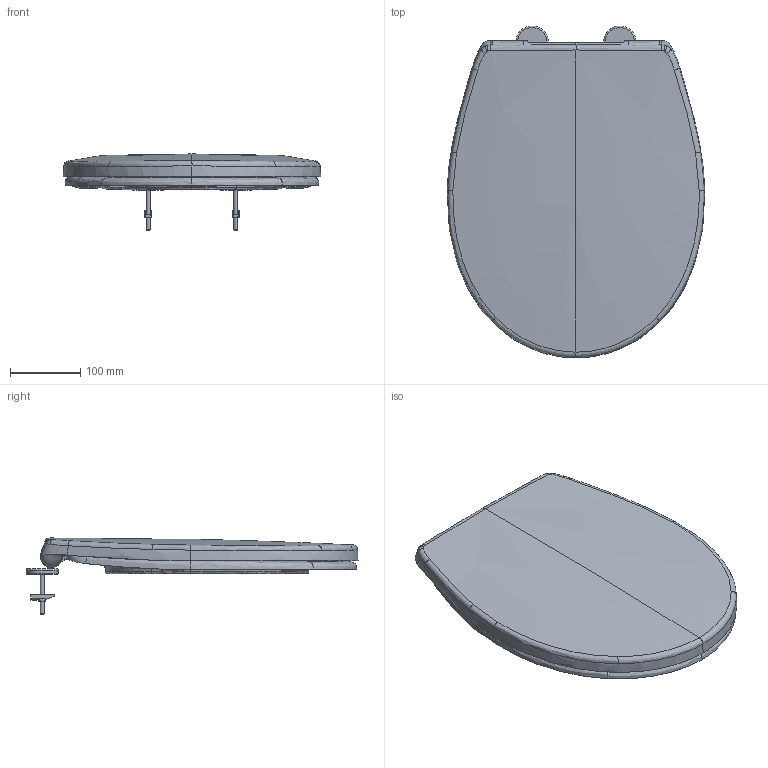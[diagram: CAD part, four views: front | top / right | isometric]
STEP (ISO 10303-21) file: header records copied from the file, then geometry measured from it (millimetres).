
FILE_DESCRIPTION(/* description */ (''),/* implementation_level */ '2;1');
FILE_NAME(/* name */ '8M43S1_8M59S1_8M94S1_WCS_Kommunikations-Modell.stp',/* time_stamp */ '2025-05-26T14:04:11+02:00',/* author */ (''),/* organization */ (''),/* preprocessor_version */ 'ST-DEVELOPER v18.1',/* originating_system */ 'SIEMENS PLM Software NX 1973',/* authorisation */ '');
FILE_SCHEMA (('AUTOMOTIVE_DESIGN { 1 0 10303 214 3 1 1 1 }'));
Products named in the file (1): Muel1F6CB653uy8m
Bounding box: 367.57 x 473.65 x 108.52 mm (x, y, z)
Volume: 1396930.8 mm3; surface area: 564689 mm2
Topology: 14 solids, 14 shells, 583 faces, 1414 edges, 856 vertices
Faces by surface type: bspline 380, plane 81, cylinder 64, torus 28, extrusion 12, sphere 10, cone 8
Full cylindrical faces by diameter (mm): 5 x2, 6 x2, 10 x2, 10.25 x2, 19.8 x2, 44.5 x2, 45 x2, 46.2 x2
Entity records: 53284 total; most frequent: CARTESIAN_POINT 42897, ORIENTED_EDGE 2734, EDGE_CURVE 1367, B_SPLINE_CURVE_WITH_KNOTS 1046, DIRECTION 912, VERTEX_POINT 847, EDGE_LOOP 636, ADVANCED_FACE 583
